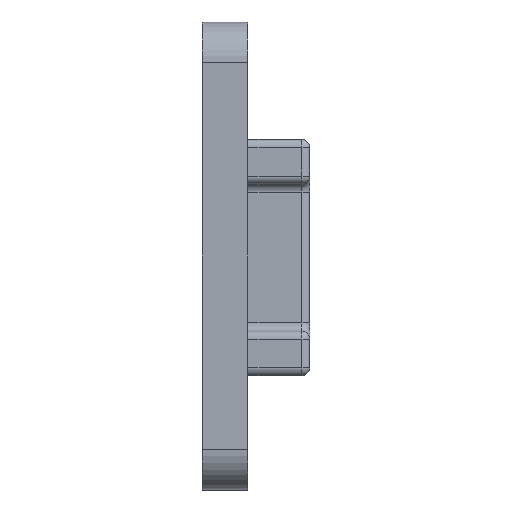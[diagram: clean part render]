
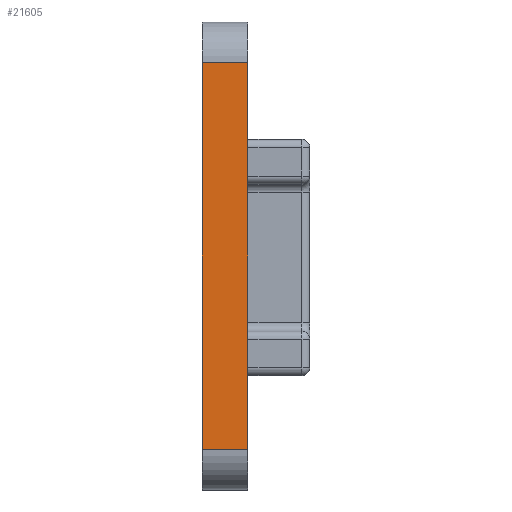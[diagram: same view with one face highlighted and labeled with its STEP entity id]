
A CAD part, front view. The second image highlights one B-rep face of the part: STEP entity #21605.
In plain terms, the highlighted planar face has unit normal (0, -1, 0).
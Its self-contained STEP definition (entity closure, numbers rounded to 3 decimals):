
#1168 = CARTESIAN_POINT ( 'NONE',  ( -1.4, -18.65, 14.35 ) ) ;
#4253 = ORIENTED_EDGE ( 'NONE', *, *, #7737, .T. ) ;
#4808 = ORIENTED_EDGE ( 'NONE', *, *, #14554, .T. ) ;
#4965 = EDGE_CURVE ( 'NONE', #24416, #11281, #17200, .T. ) ;
#6645 = CARTESIAN_POINT ( 'NONE',  ( 1.4, -18.65, 14.35 ) ) ;
#6808 = LINE ( 'NONE', #11250, #24198 ) ;
#7318 = DIRECTION ( 'NONE',  ( 1., 0., 0. ) ) ;
#7737 = EDGE_CURVE ( 'NONE', #12986, #10357, #13314, .T. ) ;
#8339 = VECTOR ( 'NONE', #18029, 1000. ) ;
#8513 = DIRECTION ( 'NONE',  ( -1., 0., 0. ) ) ;
#9218 = EDGE_LOOP ( 'NONE', ( #4253, #4808, #20036, #9368 ) ) ;
#9368 = ORIENTED_EDGE ( 'NONE', *, *, #9387, .T. ) ;
#9387 = EDGE_CURVE ( 'NONE', #24416, #12986, #19635, .T. ) ;
#10357 = VERTEX_POINT ( 'NONE', #20072 ) ;
#10476 = CARTESIAN_POINT ( 'NONE',  ( 1.4, -18.65, 11.85 ) ) ;
#11250 = CARTESIAN_POINT ( 'NONE',  ( 1.4, -18.65, -11.85 ) ) ;
#11281 = VERTEX_POINT ( 'NONE', #23679 ) ;
#12222 = VECTOR ( 'NONE', #20782, 1000. ) ;
#12239 = DIRECTION ( 'NONE',  ( 0., 0., 1. ) ) ;
#12986 = VERTEX_POINT ( 'NONE', #14208 ) ;
#13314 = LINE ( 'NONE', #1168, #8339 ) ;
#14208 = CARTESIAN_POINT ( 'NONE',  ( -1.4, -18.65, 11.85 ) ) ;
#14554 = EDGE_CURVE ( 'NONE', #10357, #11281, #6808, .T. ) ;
#14931 = VECTOR ( 'NONE', #8513, 1000. ) ;
#16589 = FACE_OUTER_BOUND ( 'NONE', #9218, .T. ) ;
#16907 = CARTESIAN_POINT ( 'NONE',  ( 1.4, -18.65, 14.35 ) ) ;
#17200 = LINE ( 'NONE', #16907, #12222 ) ;
#17985 = CARTESIAN_POINT ( 'NONE',  ( 1.4, -18.65, 11.85 ) ) ;
#18029 = DIRECTION ( 'NONE',  ( 0., 0., -1. ) ) ;
#19428 = AXIS2_PLACEMENT_3D ( 'NONE', #6645, #23547, #12239 ) ;
#19635 = LINE ( 'NONE', #10476, #14931 ) ;
#19741 = PLANE ( 'NONE',  #19428 ) ;
#20036 = ORIENTED_EDGE ( 'NONE', *, *, #4965, .F. ) ;
#20072 = CARTESIAN_POINT ( 'NONE',  ( -1.4, -18.65, -11.85 ) ) ;
#20782 = DIRECTION ( 'NONE',  ( 0., 0., -1. ) ) ;
#21605 = ADVANCED_FACE ( 'NONE', ( #16589 ), #19741, .F. ) ;
#23547 = DIRECTION ( 'NONE',  ( 0., 1., 0. ) ) ;
#23679 = CARTESIAN_POINT ( 'NONE',  ( 1.4, -18.65, -11.85 ) ) ;
#24198 = VECTOR ( 'NONE', #7318, 1000. ) ;
#24416 = VERTEX_POINT ( 'NONE', #17985 ) ;
